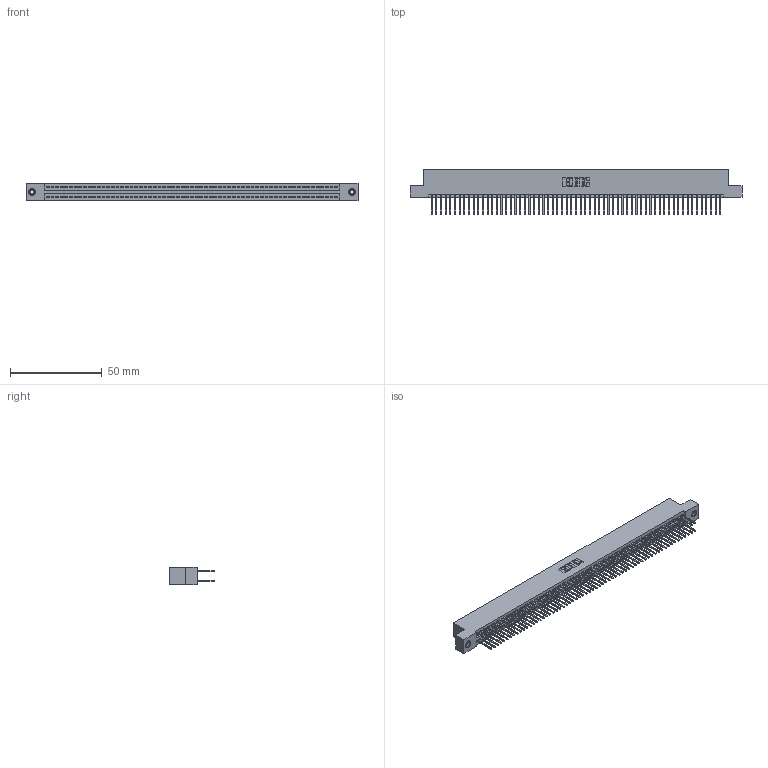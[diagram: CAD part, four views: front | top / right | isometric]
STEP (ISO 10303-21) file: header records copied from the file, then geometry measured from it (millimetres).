
FILE_DESCRIPTION (( 'STEP AP203' ), '1' );
FILE_NAME ('395-126-523-208.STEP', '2018-12-04T03:51:59', ( '' ), ( '' ), 'SwSTEP 2.0', 'SolidWorks 2016', '' );
FILE_SCHEMA (( 'CONFIG_CONTROL_DESIGN' ));
Length unit declared in the file: inch
Products named in the file (4): 345 Part_Flush Mounting Lugs - 0.156 Dia-TI; 345-292-001_345-293-123; 395-126-523-208; 345-250-001_345-250-003-102
Assembly tree (129 placements, depth 2):
  395-126-523-208
    345 Part_Flush Mounting Lugs - 0.156 Dia-TI
    345-292-001_345-293-123  x126
    345-250-001_345-250-003-102  x2
Bounding box: 181.23 x 24.82 x 9.4 mm (x, y, z)
Volume: 18051.5 mm3; surface area: 28261.7 mm2
Topology: 129 solids, 129 shells, 6486 faces, 19251 edges, 12658 vertices
Faces by surface type: plane 4270, cylinder 2200, cone 12, torus 4
Entity records: 47808 total; most frequent: CARTESIAN_POINT 7975, ORIENTED_EDGE 7902, DIRECTION 7033, EDGE_CURVE 3951, VECTOR 3547, LINE 3547, VERTEX_POINT 2628, AXIS2_PLACEMENT_3D 1743
